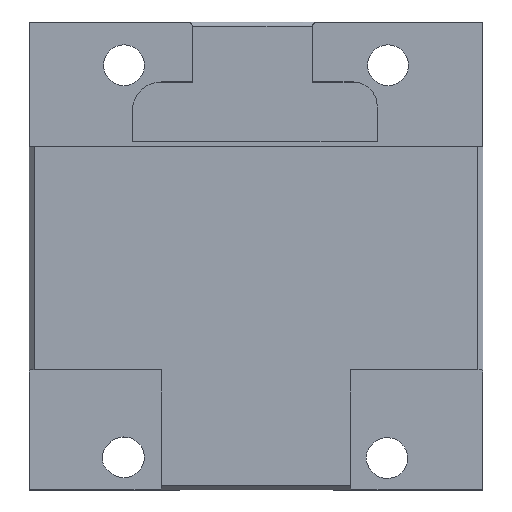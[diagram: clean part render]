
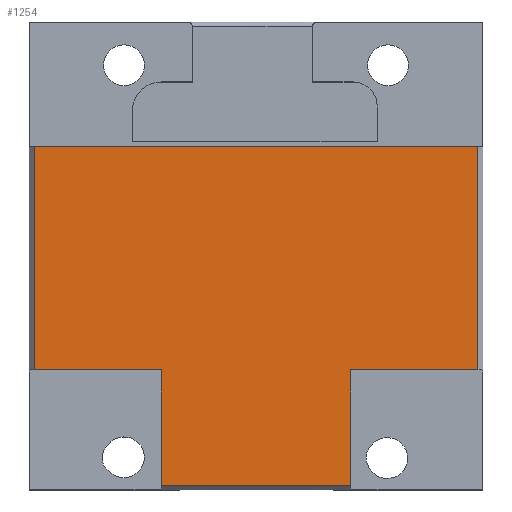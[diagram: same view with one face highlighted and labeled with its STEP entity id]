
A CAD part, top view. The second image highlights one B-rep face of the part: STEP entity #1254.
In plain terms, the highlighted planar face has unit normal (0, 0, 1).
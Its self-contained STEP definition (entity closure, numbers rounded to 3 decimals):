
#28=PLANE('',#1345);
#107=FACE_OUTER_BOUND('',#186,.T.);
#186=EDGE_LOOP('',(#975,#976,#977,#978,#979,#980,#981,#982));
#283=LINE('',#1915,#426);
#289=LINE('',#1927,#432);
#300=LINE('',#1953,#443);
#303=LINE('',#1959,#446);
#307=LINE('',#1966,#450);
#310=LINE('',#1973,#453);
#313=LINE('',#1978,#456);
#317=LINE('',#1986,#460);
#426=VECTOR('',#1482,10.);
#432=VECTOR('',#1490,10.);
#443=VECTOR('',#1509,10.);
#446=VECTOR('',#1514,10.);
#450=VECTOR('',#1520,10.);
#453=VECTOR('',#1529,10.);
#456=VECTOR('',#1534,10.);
#460=VECTOR('',#1544,10.);
#579=VERTEX_POINT('',#1912);
#580=VERTEX_POINT('',#1914);
#582=VERTEX_POINT('',#1920);
#585=VERTEX_POINT('',#1925);
#595=VERTEX_POINT('',#1950);
#596=VERTEX_POINT('',#1952);
#598=VERTEX_POINT('',#1958);
#601=VERTEX_POINT('',#1972);
#701=EDGE_CURVE('',#579,#580,#283,.T.);
#707=EDGE_CURVE('',#585,#582,#289,.T.);
#720=EDGE_CURVE('',#595,#596,#300,.T.);
#723=EDGE_CURVE('',#598,#582,#303,.T.);
#727=EDGE_CURVE('',#579,#598,#307,.T.);
#731=EDGE_CURVE('',#601,#580,#310,.T.);
#734=EDGE_CURVE('',#595,#601,#313,.T.);
#739=EDGE_CURVE('',#585,#596,#317,.T.);
#975=ORIENTED_EDGE('',*,*,#727,.T.);
#976=ORIENTED_EDGE('',*,*,#723,.T.);
#977=ORIENTED_EDGE('',*,*,#707,.F.);
#978=ORIENTED_EDGE('',*,*,#739,.T.);
#979=ORIENTED_EDGE('',*,*,#720,.F.);
#980=ORIENTED_EDGE('',*,*,#734,.T.);
#981=ORIENTED_EDGE('',*,*,#731,.T.);
#982=ORIENTED_EDGE('',*,*,#701,.F.);
#1254=ADVANCED_FACE('',(#107),#28,.T.);
#1345=AXIS2_PLACEMENT_3D('',#2022,#1569,#1570);
#1482=DIRECTION('',(-1.,0.,0.));
#1490=DIRECTION('',(0.,-1.,0.));
#1509=DIRECTION('',(0.,1.,0.));
#1514=DIRECTION('',(1.,0.,0.));
#1520=DIRECTION('',(0.,1.,0.));
#1529=DIRECTION('',(0.,-1.,0.));
#1534=DIRECTION('',(1.,0.,0.));
#1544=DIRECTION('',(-1.,0.,0.));
#1569=DIRECTION('center_axis',(0.,0.,
1.));
#1570=DIRECTION('ref_axis',(-1.,0.,0.));
#1912=CARTESIAN_POINT('',(41.006,-41.302,114.));
#1914=CARTESIAN_POINT('',(-37.994,-41.302,114.));
#1915=CARTESIAN_POINT('',(-46.497,-41.302,114.));
#1920=CARTESIAN_POINT('',(94.006,6.698,114.));
#1925=CARTESIAN_POINT('',(94.006,99.698,114.));
#1927=CARTESIAN_POINT('',(94.006,54.198,114.));
#1950=CARTESIAN_POINT('',(-90.994,6.698,114.));
#1952=CARTESIAN_POINT('',(-90.994,99.698,114.));
#1953=CARTESIAN_POINT('',(-90.994,54.198,114.));
#1958=CARTESIAN_POINT('',(41.006,6.698,114.));
#1959=CARTESIAN_POINT('',(21.256,6.698,114.));
#1966=CARTESIAN_POINT('',(41.006,6.448,114.));
#1972=CARTESIAN_POINT('',(-37.994,6.698,114.));
#1973=CARTESIAN_POINT('',(-37.994,30.448,114.));
#1978=CARTESIAN_POINT('',(-44.744,6.698,114.));
#1986=CARTESIAN_POINT('',(48.756,99.698,114.));
#2022=CARTESIAN_POINT('Origin',(1.506,54.198,114.));
